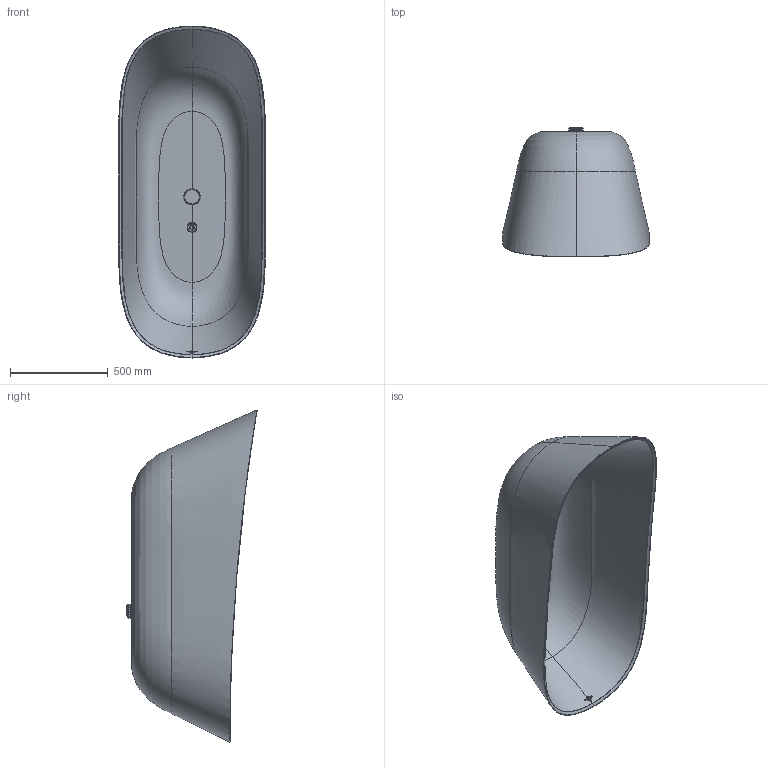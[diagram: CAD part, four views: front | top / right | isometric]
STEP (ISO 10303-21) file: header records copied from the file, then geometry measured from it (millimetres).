
FILE_DESCRIPTION((''),'2;1');
FILE_NAME('THEANO_CURVED_SF_ASM','2023-11-21T13:28:03',('hegemanc'),('Villeroy & Boch Wellness bv'),'CREO PARAMETRIC BY PTC INC, 2022414','CREO PARAMETRIC BY PTC INC, 2022414','');
FILE_SCHEMA(('AP242_MANAGED_MODEL_BASED_3D_ENGINEERING_MIM_LF { 1 0 10303 442 1 1 4 }'));
Products named in the file (40): LOGO-THEANO-CURVED_06072022_1_1; LOGO-THEANO-CURVED_06072022_1_2; LOGO-THEANO-CURVED_06072022_1_3; LOGO-THEANO-CURVED_06072022_1_4; LOGO-THEANO-CURVED_06072022_1_5; LOGO-THEANO-CURVED_06072022_1_6; LOGO-THEANO-CURVED_06072022_1_7; LOGO-THEANO-CURVED_06072022_1_8; LOGO-THEANO-CURVED_06072022_1_9; LOGO-THEANO-CURVED_0607202_10; LOGO-THEANO-CURVED_0607202_11; LOGO-THEANO-CURVED_0607202_12; LOGO-THEANO-CURVED_0607202_13; LOGO-THEANO-CURVED_0607202_14; LOGO-THEANO-CURVED_0607202_15; LOGO-THEANO-CURVED_0607202_16; LOGO-THEANO-CURVED_0607202_17; LOGO-THEANO-CURVED_0607202_18; LOGO-THEANO-CURVED_0607202_19; LOGO-THEANO-CURVED_0607202_20; LOGO-THEANO-CURVED_0607202_21; LOGO-THEANO-CURVED_0607202_22; LOGO-THEANO-CURVED_0607202_23; LOGO-THEANO-CURVED_0607202_24; LOGO-THEANO-CURVED_0607202_25; LOGO-THEANO-CURVED_0607202_26; LOGO-THEANO-CURVED_0607202_27; LOGO-THEANO-CURVED_0607202_28; LOGO-THEANO-CURVED_06072022_1_ASM; AFVOERDOP_MANILLA_22072020_1; V3P2201-011_ASM_1_ASM; THEANO_CURVED; V4P1908-055; V4P1908-056; V4P1908-013; O-RING_EPDM_40X2; V4P1908-012; V4P1908-113_ASM; V4P1908-150_ASM; THEANO_CURVED_SF_ASM
Assembly tree (39 placements, depth 4):
  THEANO_CURVED_SF_ASM
    V3P2201-011_ASM_1_ASM
      LOGO-THEANO-CURVED_06072022_1_ASM
        LOGO-THEANO-CURVED_06072022_1_1
        LOGO-THEANO-CURVED_06072022_1_2
        LOGO-THEANO-CURVED_06072022_1_3
        LOGO-THEANO-CURVED_06072022_1_4
        LOGO-THEANO-CURVED_06072022_1_5
        LOGO-THEANO-CURVED_06072022_1_6
        LOGO-THEANO-CURVED_06072022_1_7
        LOGO-THEANO-CURVED_06072022_1_8
        LOGO-THEANO-CURVED_06072022_1_9
        LOGO-THEANO-CURVED_0607202_10
        LOGO-THEANO-CURVED_0607202_11
        LOGO-THEANO-CURVED_0607202_12
        LOGO-THEANO-CURVED_0607202_13
        LOGO-THEANO-CURVED_0607202_14
        LOGO-THEANO-CURVED_0607202_15
        LOGO-THEANO-CURVED_0607202_16
        LOGO-THEANO-CURVED_0607202_17
        LOGO-THEANO-CURVED_0607202_18
        LOGO-THEANO-CURVED_0607202_19
        LOGO-THEANO-CURVED_0607202_20
        LOGO-THEANO-CURVED_0607202_21
        LOGO-THEANO-CURVED_0607202_22
        LOGO-THEANO-CURVED_0607202_23
        LOGO-THEANO-CURVED_0607202_24
        LOGO-THEANO-CURVED_0607202_25
        LOGO-THEANO-CURVED_0607202_26
        LOGO-THEANO-CURVED_0607202_27
        LOGO-THEANO-CURVED_0607202_28
      AFVOERDOP_MANILLA_22072020_1
    THEANO_CURVED
    V4P1908-150_ASM
      V4P1908-055
      V4P1908-056
      V4P1908-113_ASM
        V4P1908-013
        O-RING_EPDM_40X2
        V4P1908-012
Bounding box: 750.33 x 667.31 x 1700.41 mm (x, y, z)
Volume: 32843819.9 mm3; surface area: 4972890.5 mm2
Topology: 35 solids, 35 shells, 1676 faces, 4296 edges, 2790 vertices
Faces by surface type: plane 752, bspline 351, cylinder 174, extrusion 136, cone 135, torus 90, sphere 38
Entity records: 182085 total; most frequent: CARTESIAN_POINT 119103, ORIENTED_EDGE 8528, DIRECTION 6911, EDGE_CURVE 4264, PRESENTATION_STYLE_ASSIGNMENT 3077, STYLED_ITEM 3061, VERTEX_POINT 2652, AXIS2_PLACEMENT_3D 2557
